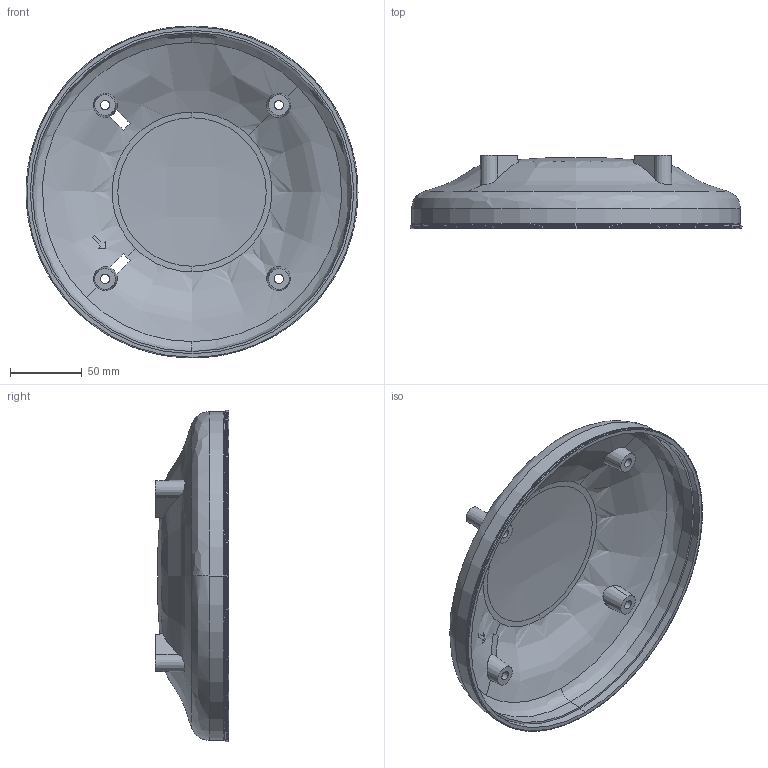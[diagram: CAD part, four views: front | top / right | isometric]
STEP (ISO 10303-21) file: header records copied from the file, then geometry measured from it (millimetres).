
FILE_DESCRIPTION (( 'STEP AP203' ), '1' );
FILE_NAME ('C114BA.STEP', '2020-07-15T12:03:28', ( 'USER' ), ( '' ), 'SwSTEP 2.0', 'SolidWorks 2012', '' );
FILE_SCHEMA (( 'CONFIG_CONTROL_DESIGN' ));
Length unit declared in the file: millimetre
Products named in the file (1): C114BA
Bounding box: 232 x 51.21 x 232 mm (x, y, z)
Volume: 169636.1 mm3; surface area: 127930.8 mm2
Topology: 1 solids, 1 shells, 131 faces, 365 edges, 244 vertices
Faces by surface type: plane 45, bspline 44, cylinder 26, cone 16
Entity records: 8689 total; most frequent: CARTESIAN_POINT 5676, ORIENTED_EDGE 730, DIRECTION 438, EDGE_CURVE 365, VERTEX_POINT 244, B_SPLINE_CURVE_WITH_KNOTS 171, AXIS2_PLACEMENT_3D 170, EDGE_LOOP 151
